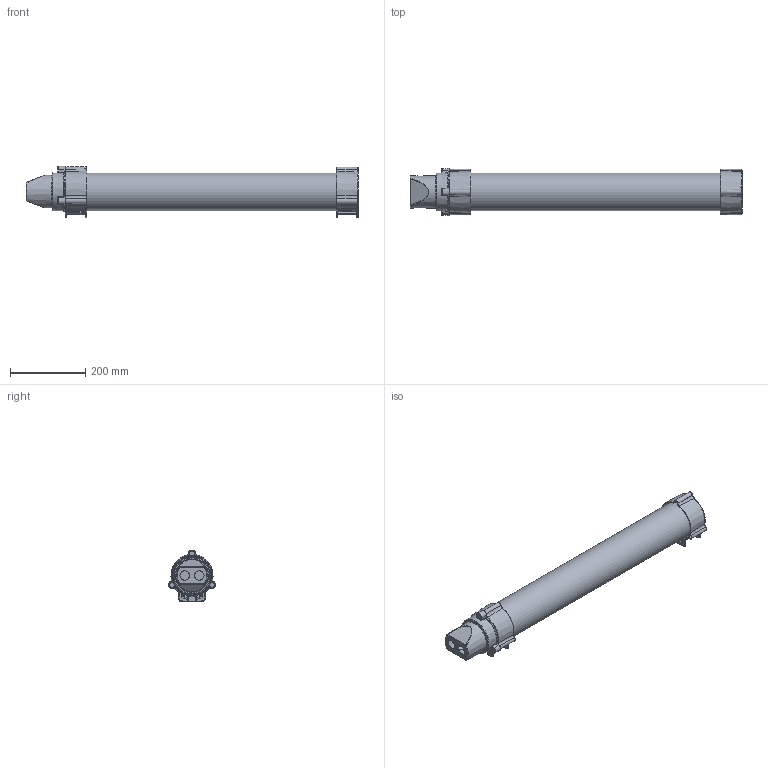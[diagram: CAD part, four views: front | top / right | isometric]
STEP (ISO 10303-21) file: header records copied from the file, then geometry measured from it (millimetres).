
FILE_DESCRIPTION (( 'STEP AP214' ), '1' );
FILE_NAME ('DP_MAX_600.STEP', '2025-01-24T12:58:45', ( '' ), ( '' ), 'SwSTEP 2.0', 'SolidWorks 2022', '' );
FILE_SCHEMA (( 'AUTOMOTIVE_DESIGN' ));
Length unit declared in the file: millimetre
Products named in the file (1): DP_MAX_600
Bounding box: 883.49 x 125.29 x 138.38 mm (x, y, z)
Volume: 1073613.2 mm3; surface area: 789827.4 mm2
Topology: 4 solids, 4 shells, 1074 faces, 2583 edges, 1483 vertices
Faces by surface type: bspline 398, cylinder 256, plane 176, torus 134, cone 70, sphere 40
Full cylindrical faces by diameter (mm): 25.4 x2, 100 x1
Entity records: 52922 total; most frequent: CARTESIAN_POINT 19659, ORIENTED_EDGE 5030, DIRECTION 3821, EDGE_CURVE 2515, AXIS2_PLACEMENT_3D 1605, VERTEX_POINT 1473, EDGE_LOOP 1106, FACE_OUTER_BOUND 1082
